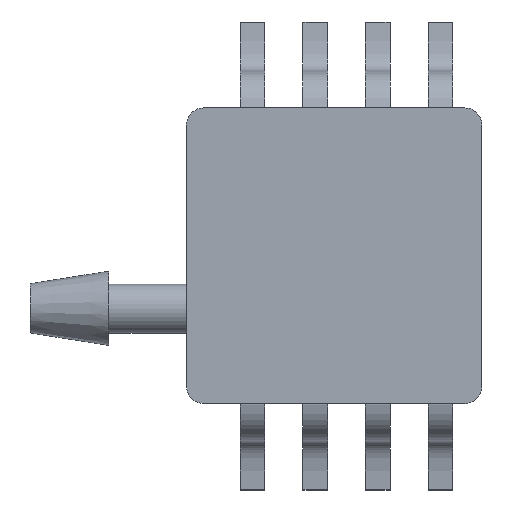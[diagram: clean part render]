
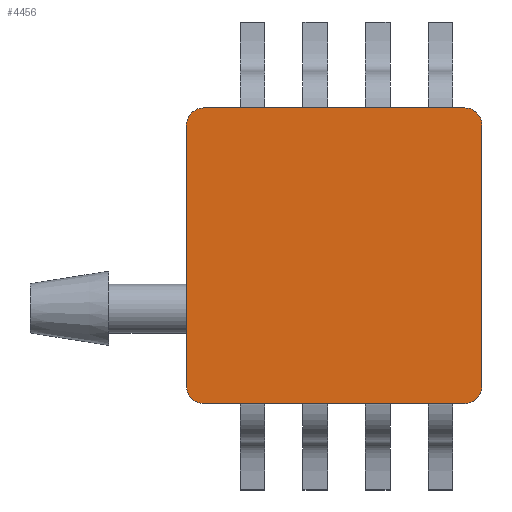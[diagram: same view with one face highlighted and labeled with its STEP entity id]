
A CAD part, top view. The second image highlights one B-rep face of the part: STEP entity #4456.
In plain terms, the highlighted planar face has unit normal (0, 0, 1).
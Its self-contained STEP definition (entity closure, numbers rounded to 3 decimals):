
#3414 = PLANE('',#3415);
#3415 = AXIS2_PLACEMENT_3D('',#3416,#3417,#3418);
#3416 = CARTESIAN_POINT('',(0.,0.,4.));
#3417 = DIRECTION('',(0.,1.,0.));
#3418 = DIRECTION('',(1.,0.,0.));
#3443 = CYLINDRICAL_SURFACE('',#3444,0.7);
#3444 = AXIS2_PLACEMENT_3D('',#3445,#3446,#3447);
#3445 = CARTESIAN_POINT('',(11.3,0.7,4.));
#3446 = DIRECTION('',(0.,0.,1.));
#3447 = DIRECTION('',(0.,-1.,0.));
#3471 = PLANE('',#3472);
#3472 = AXIS2_PLACEMENT_3D('',#3473,#3474,#3475);
#3473 = CARTESIAN_POINT('',(12.,0.,4.));
#3474 = DIRECTION('',(-1.,0.,0.));
#3475 = DIRECTION('',(0.,1.,0.));
#3500 = CYLINDRICAL_SURFACE('',#3501,0.7);
#3501 = AXIS2_PLACEMENT_3D('',#3502,#3503,#3504);
#3502 = CARTESIAN_POINT('',(11.3,11.3,4.));
#3503 = DIRECTION('',(0.,0.,1.));
#3504 = DIRECTION('',(1.,0.,0.));
#3528 = PLANE('',#3529);
#3529 = AXIS2_PLACEMENT_3D('',#3530,#3531,#3532);
#3530 = CARTESIAN_POINT('',(12.,12.,4.));
#3531 = DIRECTION('',(0.,-1.,0.));
#3532 = DIRECTION('',(-1.,0.,0.));
#3561 = CYLINDRICAL_SURFACE('',#3562,0.7);
#3562 = AXIS2_PLACEMENT_3D('',#3563,#3564,#3565);
#3563 = CARTESIAN_POINT('',(0.7,11.3,4.));
#3564 = DIRECTION('',(0.,0.,1.));
#3565 = DIRECTION('',(-1.,0.,0.));
#3589 = PLANE('',#3590);
#3590 = AXIS2_PLACEMENT_3D('',#3591,#3592,#3593);
#3591 = CARTESIAN_POINT('',(0.,12.,4.));
#3592 = DIRECTION('',(1.,0.,0.));
#3593 = DIRECTION('',(0.,-1.,0.));
#3620 = CYLINDRICAL_SURFACE('',#3621,0.7);
#3621 = AXIS2_PLACEMENT_3D('',#3622,#3623,#3624);
#3622 = CARTESIAN_POINT('',(0.7,0.7,4.));
#3623 = DIRECTION('',(0.,0.,1.));
#3624 = DIRECTION('',(0.,-1.,0.));
#4042 = VERTEX_POINT('',#4043);
#4043 = CARTESIAN_POINT('',(0.7,0.,8.));
#4064 = EDGE_CURVE('',#4042,#4065,#4067,.T.);
#4065 = VERTEX_POINT('',#4066);
#4066 = CARTESIAN_POINT('',(11.3,0.,8.));
#4067 = SURFACE_CURVE('',#4068,(#4072,#4079),.PCURVE_S1.);
#4068 = LINE('',#4069,#4070);
#4069 = CARTESIAN_POINT('',(0.,0.,8.));
#4070 = VECTOR('',#4071,1.);
#4071 = DIRECTION('',(1.,0.,0.));
#4072 = PCURVE('',#3414,#4073);
#4073 = DEFINITIONAL_REPRESENTATION('',(#4074),#4078);
#4074 = LINE('',#4075,#4076);
#4075 = CARTESIAN_POINT('',(0.,-4.));
#4076 = VECTOR('',#4077,1.);
#4077 = DIRECTION('',(1.,0.));
#4078 = ( GEOMETRIC_REPRESENTATION_CONTEXT(2) 
PARAMETRIC_REPRESENTATION_CONTEXT() REPRESENTATION_CONTEXT('2D SPACE',''
  ) );
#4079 = PCURVE('',#4080,#4085);
#4080 = PLANE('',#4081);
#4081 = AXIS2_PLACEMENT_3D('',#4082,#4083,#4084);
#4082 = CARTESIAN_POINT('',(6.,6.,8.));
#4083 = DIRECTION('',(0.,0.,1.));
#4084 = DIRECTION('',(1.,0.,0.));
#4085 = DEFINITIONAL_REPRESENTATION('',(#4086),#4090);
#4086 = LINE('',#4087,#4088);
#4087 = CARTESIAN_POINT('',(-6.,-6.));
#4088 = VECTOR('',#4089,1.);
#4089 = DIRECTION('',(1.,0.));
#4090 = ( GEOMETRIC_REPRESENTATION_CONTEXT(2) 
PARAMETRIC_REPRESENTATION_CONTEXT() REPRESENTATION_CONTEXT('2D SPACE',''
  ) );
#4118 = VERTEX_POINT('',#4119);
#4119 = CARTESIAN_POINT('',(0.,0.7,8.));
#4140 = EDGE_CURVE('',#4042,#4118,#4141,.T.);
#4141 = SURFACE_CURVE('',#4142,(#4147,#4154),.PCURVE_S1.);
#4142 = CIRCLE('',#4143,0.7);
#4143 = AXIS2_PLACEMENT_3D('',#4144,#4145,#4146);
#4144 = CARTESIAN_POINT('',(0.7,0.7,8.));
#4145 = DIRECTION('',(-0.,-0.,-1.));
#4146 = DIRECTION('',(0.,-1.,0.));
#4147 = PCURVE('',#3620,#4148);
#4148 = DEFINITIONAL_REPRESENTATION('',(#4149),#4153);
#4149 = LINE('',#4150,#4151);
#4150 = CARTESIAN_POINT('',(-0.,4.));
#4151 = VECTOR('',#4152,1.);
#4152 = DIRECTION('',(-1.,0.));
#4153 = ( GEOMETRIC_REPRESENTATION_CONTEXT(2) 
PARAMETRIC_REPRESENTATION_CONTEXT() REPRESENTATION_CONTEXT('2D SPACE',''
  ) );
#4154 = PCURVE('',#4080,#4155);
#4155 = DEFINITIONAL_REPRESENTATION('',(#4156),#4164);
#4156 = ( BOUNDED_CURVE() B_SPLINE_CURVE(2,(#4157,#4158,#4159,#4160,
#4161,#4162,#4163),.UNSPECIFIED.,.T.,.F.) B_SPLINE_CURVE_WITH_KNOTS((1,2
    ,2,2,2,1),(-2.094,0.,2.094,4.189,
6.283,8.378),.UNSPECIFIED.) CURVE() 
GEOMETRIC_REPRESENTATION_ITEM() RATIONAL_B_SPLINE_CURVE((1.,0.5,1.,0.5,
1.,0.5,1.)) REPRESENTATION_ITEM('') );
#4157 = CARTESIAN_POINT('',(-5.3,-6.));
#4158 = CARTESIAN_POINT('',(-6.512,-6.));
#4159 = CARTESIAN_POINT('',(-5.906,-4.95));
#4160 = CARTESIAN_POINT('',(-5.3,-3.9));
#4161 = CARTESIAN_POINT('',(-4.694,-4.95));
#4162 = CARTESIAN_POINT('',(-4.088,-6.));
#4163 = CARTESIAN_POINT('',(-5.3,-6.));
#4164 = ( GEOMETRIC_REPRESENTATION_CONTEXT(2) 
PARAMETRIC_REPRESENTATION_CONTEXT() REPRESENTATION_CONTEXT('2D SPACE',''
  ) );
#4172 = VERTEX_POINT('',#4173);
#4173 = CARTESIAN_POINT('',(12.,0.7,8.));
#4194 = EDGE_CURVE('',#4065,#4172,#4195,.T.);
#4195 = SURFACE_CURVE('',#4196,(#4201,#4208),.PCURVE_S1.);
#4196 = CIRCLE('',#4197,0.7);
#4197 = AXIS2_PLACEMENT_3D('',#4198,#4199,#4200);
#4198 = CARTESIAN_POINT('',(11.3,0.7,8.));
#4199 = DIRECTION('',(-0.,0.,1.));
#4200 = DIRECTION('',(0.,-1.,0.));
#4201 = PCURVE('',#3443,#4202);
#4202 = DEFINITIONAL_REPRESENTATION('',(#4203),#4207);
#4203 = LINE('',#4204,#4205);
#4204 = CARTESIAN_POINT('',(0.,4.));
#4205 = VECTOR('',#4206,1.);
#4206 = DIRECTION('',(1.,0.));
#4207 = ( GEOMETRIC_REPRESENTATION_CONTEXT(2) 
PARAMETRIC_REPRESENTATION_CONTEXT() REPRESENTATION_CONTEXT('2D SPACE',''
  ) );
#4208 = PCURVE('',#4080,#4209);
#4209 = DEFINITIONAL_REPRESENTATION('',(#4210),#4214);
#4210 = CIRCLE('',#4211,0.7);
#4211 = AXIS2_PLACEMENT_2D('',#4212,#4213);
#4212 = CARTESIAN_POINT('',(5.3,-5.3));
#4213 = DIRECTION('',(0.,-1.));
#4214 = ( GEOMETRIC_REPRESENTATION_CONTEXT(2) 
PARAMETRIC_REPRESENTATION_CONTEXT() REPRESENTATION_CONTEXT('2D SPACE',''
  ) );
#4222 = VERTEX_POINT('',#4223);
#4223 = CARTESIAN_POINT('',(0.,11.3,8.));
#4244 = EDGE_CURVE('',#4222,#4118,#4245,.T.);
#4245 = SURFACE_CURVE('',#4246,(#4250,#4257),.PCURVE_S1.);
#4246 = LINE('',#4247,#4248);
#4247 = CARTESIAN_POINT('',(0.,12.,8.));
#4248 = VECTOR('',#4249,1.);
#4249 = DIRECTION('',(0.,-1.,0.));
#4250 = PCURVE('',#3589,#4251);
#4251 = DEFINITIONAL_REPRESENTATION('',(#4252),#4256);
#4252 = LINE('',#4253,#4254);
#4253 = CARTESIAN_POINT('',(0.,-4.));
#4254 = VECTOR('',#4255,1.);
#4255 = DIRECTION('',(1.,0.));
#4256 = ( GEOMETRIC_REPRESENTATION_CONTEXT(2) 
PARAMETRIC_REPRESENTATION_CONTEXT() REPRESENTATION_CONTEXT('2D SPACE',''
  ) );
#4257 = PCURVE('',#4080,#4258);
#4258 = DEFINITIONAL_REPRESENTATION('',(#4259),#4263);
#4259 = LINE('',#4260,#4261);
#4260 = CARTESIAN_POINT('',(-6.,6.));
#4261 = VECTOR('',#4262,1.);
#4262 = DIRECTION('',(0.,-1.));
#4263 = ( GEOMETRIC_REPRESENTATION_CONTEXT(2) 
PARAMETRIC_REPRESENTATION_CONTEXT() REPRESENTATION_CONTEXT('2D SPACE',''
  ) );
#4271 = EDGE_CURVE('',#4172,#4272,#4274,.T.);
#4272 = VERTEX_POINT('',#4273);
#4273 = CARTESIAN_POINT('',(12.,11.3,8.));
#4274 = SURFACE_CURVE('',#4275,(#4279,#4286),.PCURVE_S1.);
#4275 = LINE('',#4276,#4277);
#4276 = CARTESIAN_POINT('',(12.,0.,8.));
#4277 = VECTOR('',#4278,1.);
#4278 = DIRECTION('',(0.,1.,0.));
#4279 = PCURVE('',#3471,#4280);
#4280 = DEFINITIONAL_REPRESENTATION('',(#4281),#4285);
#4281 = LINE('',#4282,#4283);
#4282 = CARTESIAN_POINT('',(0.,-4.));
#4283 = VECTOR('',#4284,1.);
#4284 = DIRECTION('',(1.,0.));
#4285 = ( GEOMETRIC_REPRESENTATION_CONTEXT(2) 
PARAMETRIC_REPRESENTATION_CONTEXT() REPRESENTATION_CONTEXT('2D SPACE',''
  ) );
#4286 = PCURVE('',#4080,#4287);
#4287 = DEFINITIONAL_REPRESENTATION('',(#4288),#4292);
#4288 = LINE('',#4289,#4290);
#4289 = CARTESIAN_POINT('',(6.,-6.));
#4290 = VECTOR('',#4291,1.);
#4291 = DIRECTION('',(0.,1.));
#4292 = ( GEOMETRIC_REPRESENTATION_CONTEXT(2) 
PARAMETRIC_REPRESENTATION_CONTEXT() REPRESENTATION_CONTEXT('2D SPACE',''
  ) );
#4320 = VERTEX_POINT('',#4321);
#4321 = CARTESIAN_POINT('',(0.7,12.,8.));
#4342 = EDGE_CURVE('',#4222,#4320,#4343,.T.);
#4343 = SURFACE_CURVE('',#4344,(#4349,#4356),.PCURVE_S1.);
#4344 = CIRCLE('',#4345,0.7);
#4345 = AXIS2_PLACEMENT_3D('',#4346,#4347,#4348);
#4346 = CARTESIAN_POINT('',(0.7,11.3,8.));
#4347 = DIRECTION('',(-0.,-0.,-1.));
#4348 = DIRECTION('',(0.,-1.,0.));
#4349 = PCURVE('',#3561,#4350);
#4350 = DEFINITIONAL_REPRESENTATION('',(#4351),#4355);
#4351 = LINE('',#4352,#4353);
#4352 = CARTESIAN_POINT('',(1.571,4.));
#4353 = VECTOR('',#4354,1.);
#4354 = DIRECTION('',(-1.,0.));
#4355 = ( GEOMETRIC_REPRESENTATION_CONTEXT(2) 
PARAMETRIC_REPRESENTATION_CONTEXT() REPRESENTATION_CONTEXT('2D SPACE',''
  ) );
#4356 = PCURVE('',#4080,#4357);
#4357 = DEFINITIONAL_REPRESENTATION('',(#4358),#4366);
#4358 = ( BOUNDED_CURVE() B_SPLINE_CURVE(2,(#4359,#4360,#4361,#4362,
#4363,#4364,#4365),.UNSPECIFIED.,.T.,.F.) B_SPLINE_CURVE_WITH_KNOTS((1,2
    ,2,2,2,1),(-2.094,0.,2.094,4.189,
6.283,8.378),.UNSPECIFIED.) CURVE() 
GEOMETRIC_REPRESENTATION_ITEM() RATIONAL_B_SPLINE_CURVE((1.,0.5,1.,0.5,
1.,0.5,1.)) REPRESENTATION_ITEM('') );
#4359 = CARTESIAN_POINT('',(-5.3,4.6));
#4360 = CARTESIAN_POINT('',(-6.512,4.6));
#4361 = CARTESIAN_POINT('',(-5.906,5.65));
#4362 = CARTESIAN_POINT('',(-5.3,6.7));
#4363 = CARTESIAN_POINT('',(-4.694,5.65));
#4364 = CARTESIAN_POINT('',(-4.088,4.6));
#4365 = CARTESIAN_POINT('',(-5.3,4.6));
#4366 = ( GEOMETRIC_REPRESENTATION_CONTEXT(2) 
PARAMETRIC_REPRESENTATION_CONTEXT() REPRESENTATION_CONTEXT('2D SPACE',''
  ) );
#4374 = VERTEX_POINT('',#4375);
#4375 = CARTESIAN_POINT('',(11.3,12.,8.));
#4396 = EDGE_CURVE('',#4272,#4374,#4397,.T.);
#4397 = SURFACE_CURVE('',#4398,(#4403,#4410),.PCURVE_S1.);
#4398 = CIRCLE('',#4399,0.7);
#4399 = AXIS2_PLACEMENT_3D('',#4400,#4401,#4402);
#4400 = CARTESIAN_POINT('',(11.3,11.3,8.));
#4401 = DIRECTION('',(-0.,0.,1.));
#4402 = DIRECTION('',(0.,-1.,0.));
#4403 = PCURVE('',#3500,#4404);
#4404 = DEFINITIONAL_REPRESENTATION('',(#4405),#4409);
#4405 = LINE('',#4406,#4407);
#4406 = CARTESIAN_POINT('',(-1.571,4.));
#4407 = VECTOR('',#4408,1.);
#4408 = DIRECTION('',(1.,0.));
#4409 = ( GEOMETRIC_REPRESENTATION_CONTEXT(2) 
PARAMETRIC_REPRESENTATION_CONTEXT() REPRESENTATION_CONTEXT('2D SPACE',''
  ) );
#4410 = PCURVE('',#4080,#4411);
#4411 = DEFINITIONAL_REPRESENTATION('',(#4412),#4416);
#4412 = CIRCLE('',#4413,0.7);
#4413 = AXIS2_PLACEMENT_2D('',#4414,#4415);
#4414 = CARTESIAN_POINT('',(5.3,5.3));
#4415 = DIRECTION('',(0.,-1.));
#4416 = ( GEOMETRIC_REPRESENTATION_CONTEXT(2) 
PARAMETRIC_REPRESENTATION_CONTEXT() REPRESENTATION_CONTEXT('2D SPACE',''
  ) );
#4424 = EDGE_CURVE('',#4374,#4320,#4425,.T.);
#4425 = SURFACE_CURVE('',#4426,(#4430,#4437),.PCURVE_S1.);
#4426 = LINE('',#4427,#4428);
#4427 = CARTESIAN_POINT('',(12.,12.,8.));
#4428 = VECTOR('',#4429,1.);
#4429 = DIRECTION('',(-1.,0.,0.));
#4430 = PCURVE('',#3528,#4431);
#4431 = DEFINITIONAL_REPRESENTATION('',(#4432),#4436);
#4432 = LINE('',#4433,#4434);
#4433 = CARTESIAN_POINT('',(0.,-4.));
#4434 = VECTOR('',#4435,1.);
#4435 = DIRECTION('',(1.,0.));
#4436 = ( GEOMETRIC_REPRESENTATION_CONTEXT(2) 
PARAMETRIC_REPRESENTATION_CONTEXT() REPRESENTATION_CONTEXT('2D SPACE',''
  ) );
#4437 = PCURVE('',#4080,#4438);
#4438 = DEFINITIONAL_REPRESENTATION('',(#4439),#4443);
#4439 = LINE('',#4440,#4441);
#4440 = CARTESIAN_POINT('',(6.,6.));
#4441 = VECTOR('',#4442,1.);
#4442 = DIRECTION('',(-1.,0.));
#4443 = ( GEOMETRIC_REPRESENTATION_CONTEXT(2) 
PARAMETRIC_REPRESENTATION_CONTEXT() REPRESENTATION_CONTEXT('2D SPACE',''
  ) );
#4456 = ADVANCED_FACE('',(#4457),#4080,.T.);
#4457 = FACE_BOUND('',#4458,.T.);
#4458 = EDGE_LOOP('',(#4459,#4460,#4461,#4462,#4463,#4464,#4465,#4466));
#4459 = ORIENTED_EDGE('',*,*,#4064,.T.);
#4460 = ORIENTED_EDGE('',*,*,#4194,.T.);
#4461 = ORIENTED_EDGE('',*,*,#4271,.T.);
#4462 = ORIENTED_EDGE('',*,*,#4396,.T.);
#4463 = ORIENTED_EDGE('',*,*,#4424,.T.);
#4464 = ORIENTED_EDGE('',*,*,#4342,.F.);
#4465 = ORIENTED_EDGE('',*,*,#4244,.T.);
#4466 = ORIENTED_EDGE('',*,*,#4140,.F.);
